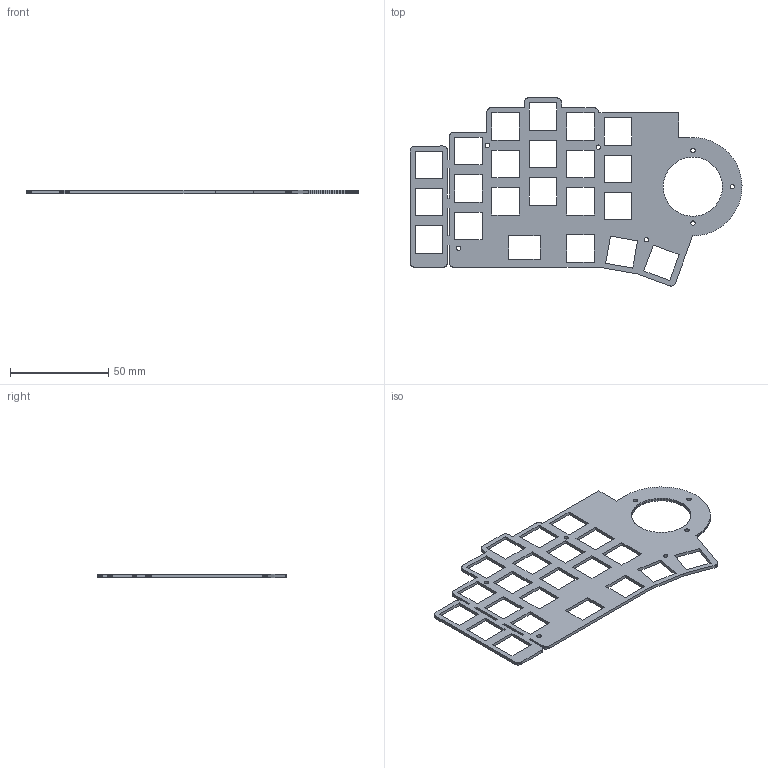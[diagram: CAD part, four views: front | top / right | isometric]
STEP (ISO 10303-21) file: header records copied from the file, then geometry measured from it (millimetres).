
FILE_DESCRIPTION(('KiCad electronic assembly'),'2;1');
FILE_NAME('ximi-plates-pointing-device-switchplate.step', '2023-06-12T22:14:29',('Pcbnew'),('Kicad'), 'Open CASCADE STEP processor 7.6','KiCad to STEP converter','Unknown' );
FILE_SCHEMA(('AUTOMOTIVE_DESIGN { 1 0 10303 214 1 1 1 1 }'));
Length unit declared in the file: millimetre
Products named in the file (2): ximi-plates-pointing-device-switchplate 1; ximi-plates-pointing-device-switchplate PCB
Assembly tree (1 placements, depth 2):
  ximi-plates-pointing-device-switchplate 1
    ximi-plates-pointing-device-switchplate PCB
Bounding box: 168.74 x 95.62 x 1.58 mm (x, y, z)
Volume: 10933.1 mm3; surface area: 16926.8 mm2
Topology: 1 solids, 1 shells, 479 faces, 1431 edges, 954 vertices
Faces by surface type: plane 472, cylinder 7
Full cylindrical faces by diameter (mm): 2.2 x7
Entity records: 34599 total; most frequent: CARTESIAN_POINT 5812, DIRECTION 5255, LINE 4265, VECTOR 4265, ORIENTED_EDGE 2862, PCURVE 2862, DEFINITIONAL_REPRESENTATION 2862, EDGE_CURVE 1431
